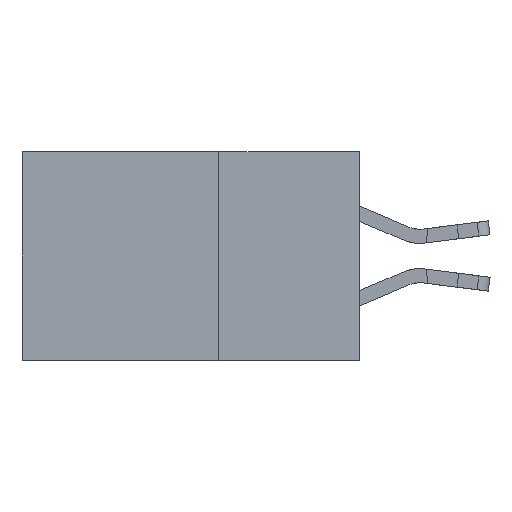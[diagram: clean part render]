
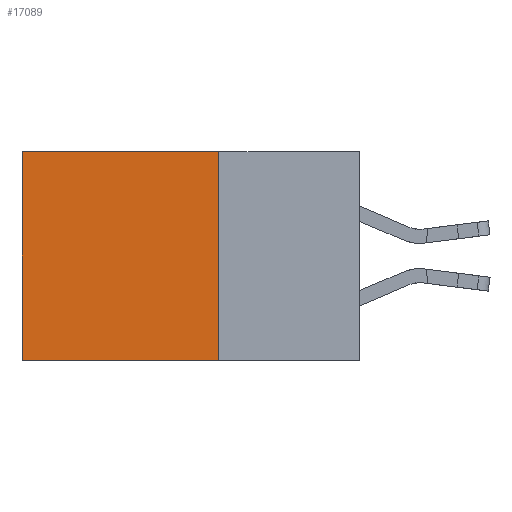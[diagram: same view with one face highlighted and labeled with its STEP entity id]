
A CAD part, left-side view. The second image highlights one B-rep face of the part: STEP entity #17089.
In plain terms, the highlighted planar face has unit normal (-1, 0, 0).
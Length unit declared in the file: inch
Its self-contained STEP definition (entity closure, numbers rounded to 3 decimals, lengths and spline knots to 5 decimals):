
#106 = ORIENTED_EDGE ( 'NONE', *, *, #16730, .T. ) ;
#751 = CARTESIAN_POINT ( 'NONE',  ( 0.2875, 0.6, 0. ) ) ;
#933 = DIRECTION ( 'NONE',  ( 0., 1., 0. ) ) ;
#1561 = VERTEX_POINT ( 'NONE', #9306 ) ;
#2270 = VERTEX_POINT ( 'NONE', #15782 ) ;
#4464 = CARTESIAN_POINT ( 'NONE',  ( 0.2875, 0.25, 0. ) ) ;
#5953 = DIRECTION ( 'NONE',  ( 0., 0., -1. ) ) ;
#7560 = VECTOR ( 'NONE', #5953, 39.37008 ) ;
#7568 = CARTESIAN_POINT ( 'NONE',  ( 0.2875, 0.6, -0.37 ) ) ;
#8569 = EDGE_CURVE ( 'NONE', #1561, #22143, #13772, .T. ) ;
#8615 = PLANE ( 'NONE',  #10495 ) ;
#9306 = CARTESIAN_POINT ( 'NONE',  ( 0.2875, 0.25, -0.37 ) ) ;
#9751 = EDGE_CURVE ( 'NONE', #18256, #1561, #10058, .T. ) ;
#10058 = LINE ( 'NONE', #18965, #15986 ) ;
#10269 = CARTESIAN_POINT ( 'NONE',  ( 0.2875, 0.25, 0. ) ) ;
#10357 = DIRECTION ( 'NONE',  ( 0., 0., -1. ) ) ;
#10495 = AXIS2_PLACEMENT_3D ( 'NONE', #10269, #13814, #12007 ) ;
#10566 = CARTESIAN_POINT ( 'NONE',  ( 0.2875, 0.25, 0. ) ) ;
#10595 = ORIENTED_EDGE ( 'NONE', *, *, #21723, .T. ) ;
#12007 = DIRECTION ( 'NONE',  ( 0., 0., -1. ) ) ;
#13088 = ORIENTED_EDGE ( 'NONE', *, *, #8569, .F. ) ;
#13171 = FACE_OUTER_BOUND ( 'NONE', #18454, .T. ) ;
#13477 = ORIENTED_EDGE ( 'NONE', *, *, #9751, .F. ) ;
#13772 = LINE ( 'NONE', #16070, #19417 ) ;
#13814 = DIRECTION ( 'NONE',  ( 1., 0., 0. ) ) ;
#15769 = DIRECTION ( 'NONE',  ( 0., 1., 0. ) ) ;
#15782 = CARTESIAN_POINT ( 'NONE',  ( 0.2875, 0.6, 0. ) ) ;
#15986 = VECTOR ( 'NONE', #10357, 39.37008 ) ;
#16070 = CARTESIAN_POINT ( 'NONE',  ( 0.2875, 0.25, -0.37 ) ) ;
#16710 = LINE ( 'NONE', #4464, #17824 ) ;
#16730 = EDGE_CURVE ( 'NONE', #2270, #22143, #21279, .T. ) ;
#17089 = ADVANCED_FACE ( 'NONE', ( #13171 ), #8615, .F. ) ;
#17824 = VECTOR ( 'NONE', #933, 39.37008 ) ;
#18256 = VERTEX_POINT ( 'NONE', #10566 ) ;
#18454 = EDGE_LOOP ( 'NONE', ( #106, #13088, #13477, #10595 ) ) ;
#18965 = CARTESIAN_POINT ( 'NONE',  ( 0.2875, 0.25, 0. ) ) ;
#19417 = VECTOR ( 'NONE', #15769, 39.37008 ) ;
#21279 = LINE ( 'NONE', #751, #7560 ) ;
#21723 = EDGE_CURVE ( 'NONE', #18256, #2270, #16710, .T. ) ;
#22143 = VERTEX_POINT ( 'NONE', #7568 ) ;
